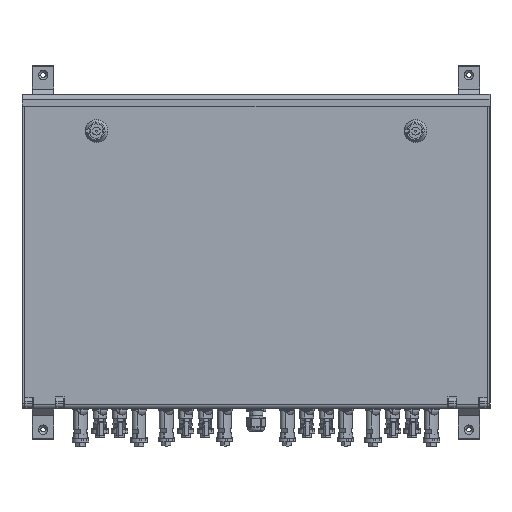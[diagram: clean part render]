
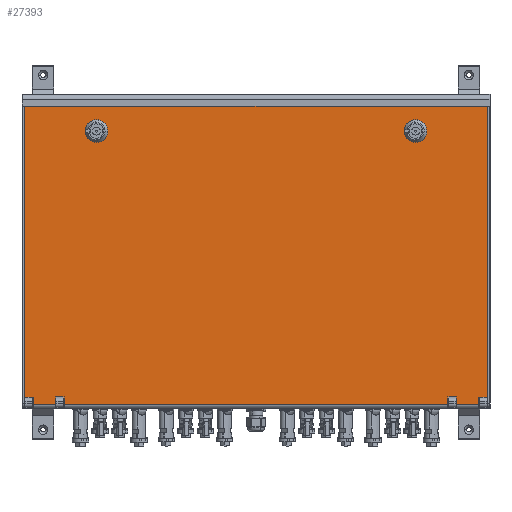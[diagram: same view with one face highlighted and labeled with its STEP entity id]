
A CAD part, top view. The second image highlights one B-rep face of the part: STEP entity #27393.
In plain terms, the highlighted planar face has unit normal (0, 0, 1).
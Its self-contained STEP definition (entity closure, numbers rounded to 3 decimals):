
#11537=AXIS2_PLACEMENT_3D('Plane Axis2P3D',#11534,#11535,#11536) ;
#27359=AXIS2_PLACEMENT_3D('Circle Axis2P3D',#27357,#27358,$) ;
#27368=AXIS2_PLACEMENT_3D('Circle Axis2P3D',#27366,#27367,$) ;
#27377=AXIS2_PLACEMENT_3D('Circle Axis2P3D',#27375,#27376,$) ;
#27386=AXIS2_PLACEMENT_3D('Circle Axis2P3D',#27384,#27385,$) ;
#11534=CARTESIAN_POINT('Axis2P3D Location',(585.311,444.27,249.)) ;
#11564=CARTESIAN_POINT('Line Origine',(300.,435.734,249.)) ;
#11568=CARTESIAN_POINT('Vertex',(596.332,435.734,249.)) ;
#11570=CARTESIAN_POINT('Vertex',(3.668,435.734,249.)) ;
#11982=CARTESIAN_POINT('Line Origine',(596.332,249.335,249.)) ;
#11986=CARTESIAN_POINT('Vertex',(596.332,62.937,249.)) ;
#12129=CARTESIAN_POINT('Vertex',(3.668,62.937,249.)) ;
#12132=CARTESIAN_POINT('Line Origine',(3.668,249.335,249.)) ;
#27250=CARTESIAN_POINT('Line Origine',(8.975,62.937,249.)) ;
#27254=CARTESIAN_POINT('Vertex',(14.283,62.937,249.)) ;
#27257=CARTESIAN_POINT('Line Origine',(14.283,58.287,249.)) ;
#27261=CARTESIAN_POINT('Vertex',(14.283,53.638,249.)) ;
#27264=CARTESIAN_POINT('Line Origine',(28.728,53.638,249.)) ;
#27268=CARTESIAN_POINT('Vertex',(43.173,53.638,249.)) ;
#27271=CARTESIAN_POINT('Line Origine',(43.173,58.38,249.)) ;
#27275=CARTESIAN_POINT('Vertex',(43.173,63.121,249.)) ;
#27278=CARTESIAN_POINT('Line Origine',(48.533,63.121,249.)) ;
#27282=CARTESIAN_POINT('Vertex',(53.892,63.121,249.)) ;
#27285=CARTESIAN_POINT('Line Origine',(53.892,58.38,249.)) ;
#27289=CARTESIAN_POINT('Vertex',(53.892,53.638,249.)) ;
#27292=CARTESIAN_POINT('Line Origine',(300.,53.638,249.)) ;
#27296=CARTESIAN_POINT('Vertex',(546.108,53.638,249.)) ;
#27299=CARTESIAN_POINT('Line Origine',(546.108,58.38,249.)) ;
#27303=CARTESIAN_POINT('Vertex',(546.108,63.121,249.)) ;
#27306=CARTESIAN_POINT('Line Origine',(551.467,63.121,249.)) ;
#27310=CARTESIAN_POINT('Vertex',(556.827,63.121,249.)) ;
#27313=CARTESIAN_POINT('Line Origine',(556.827,58.38,249.)) ;
#27317=CARTESIAN_POINT('Vertex',(556.827,53.638,249.)) ;
#27320=CARTESIAN_POINT('Line Origine',(571.272,53.638,249.)) ;
#27324=CARTESIAN_POINT('Vertex',(585.717,53.638,249.)) ;
#27327=CARTESIAN_POINT('Line Origine',(585.717,58.287,249.)) ;
#27331=CARTESIAN_POINT('Vertex',(585.717,62.937,249.)) ;
#27334=CARTESIAN_POINT('Line Origine',(591.025,62.937,249.)) ;
#27357=CARTESIAN_POINT('Axis2P3D Location',(504.5,403.954,249.)) ;
#27361=CARTESIAN_POINT('Vertex',(519.,403.954,249.)) ;
#27363=CARTESIAN_POINT('Vertex',(490.,403.954,249.)) ;
#27366=CARTESIAN_POINT('Axis2P3D Location',(504.5,403.954,249.)) ;
#27375=CARTESIAN_POINT('Axis2P3D Location',(95.5,403.954,249.)) ;
#27379=CARTESIAN_POINT('Vertex',(110.,403.954,249.)) ;
#27381=CARTESIAN_POINT('Vertex',(81.,403.954,249.)) ;
#27384=CARTESIAN_POINT('Axis2P3D Location',(95.5,403.954,249.)) ;
#11535=DIRECTION('Axis2P3D Direction',(0.,0.,-1.)) ;
#11536=DIRECTION('Axis2P3D XDirection',(0.,-1.,0.)) ;
#11565=DIRECTION('Vector Direction',(-1.,0.,0.)) ;
#11983=DIRECTION('Vector Direction',(0.,-1.,0.)) ;
#12133=DIRECTION('Vector Direction',(0.,-1.,0.)) ;
#27251=DIRECTION('Vector Direction',(1.,0.,0.)) ;
#27258=DIRECTION('Vector Direction',(0.,-1.,0.)) ;
#27265=DIRECTION('Vector Direction',(-1.,0.,0.)) ;
#27272=DIRECTION('Vector Direction',(0.,1.,0.)) ;
#27279=DIRECTION('Vector Direction',(1.,0.,0.)) ;
#27286=DIRECTION('Vector Direction',(0.,-1.,0.)) ;
#27293=DIRECTION('Vector Direction',(-1.,0.,0.)) ;
#27300=DIRECTION('Vector Direction',(0.,-1.,0.)) ;
#27307=DIRECTION('Vector Direction',(1.,0.,0.)) ;
#27314=DIRECTION('Vector Direction',(0.,1.,0.)) ;
#27321=DIRECTION('Vector Direction',(-1.,0.,0.)) ;
#27328=DIRECTION('Vector Direction',(0.,-1.,0.)) ;
#27335=DIRECTION('Vector Direction',(1.,0.,0.)) ;
#27358=DIRECTION('Axis2P3D Direction',(0.,0.,-1.)) ;
#27367=DIRECTION('Axis2P3D Direction',(0.,0.,-1.)) ;
#27376=DIRECTION('Axis2P3D Direction',(0.,0.,-1.)) ;
#27385=DIRECTION('Axis2P3D Direction',(0.,0.,-1.)) ;
#11566=VECTOR('Line Direction',#11565,1.) ;
#11984=VECTOR('Line Direction',#11983,1.) ;
#12134=VECTOR('Line Direction',#12133,1.) ;
#27252=VECTOR('Line Direction',#27251,1.) ;
#27259=VECTOR('Line Direction',#27258,1.) ;
#27266=VECTOR('Line Direction',#27265,1.) ;
#27273=VECTOR('Line Direction',#27272,1.) ;
#27280=VECTOR('Line Direction',#27279,1.) ;
#27287=VECTOR('Line Direction',#27286,1.) ;
#27294=VECTOR('Line Direction',#27293,1.) ;
#27301=VECTOR('Line Direction',#27300,1.) ;
#27308=VECTOR('Line Direction',#27307,1.) ;
#27315=VECTOR('Line Direction',#27314,1.) ;
#27322=VECTOR('Line Direction',#27321,1.) ;
#27329=VECTOR('Line Direction',#27328,1.) ;
#27336=VECTOR('Line Direction',#27335,1.) ;
#27340=ORIENTED_EDGE('',*,*,#12136,.T.) ;
#27341=ORIENTED_EDGE('',*,*,#27256,.T.) ;
#27342=ORIENTED_EDGE('',*,*,#27263,.T.) ;
#27343=ORIENTED_EDGE('',*,*,#27270,.F.) ;
#27344=ORIENTED_EDGE('',*,*,#27277,.T.) ;
#27345=ORIENTED_EDGE('',*,*,#27284,.T.) ;
#27346=ORIENTED_EDGE('',*,*,#27291,.T.) ;
#27347=ORIENTED_EDGE('',*,*,#27298,.F.) ;
#27348=ORIENTED_EDGE('',*,*,#27305,.F.) ;
#27349=ORIENTED_EDGE('',*,*,#27312,.T.) ;
#27350=ORIENTED_EDGE('',*,*,#27319,.T.) ;
#27351=ORIENTED_EDGE('',*,*,#27326,.F.) ;
#27352=ORIENTED_EDGE('',*,*,#27333,.F.) ;
#27353=ORIENTED_EDGE('',*,*,#27338,.T.) ;
#27354=ORIENTED_EDGE('',*,*,#11988,.F.) ;
#27355=ORIENTED_EDGE('',*,*,#11572,.T.) ;
#27372=ORIENTED_EDGE('',*,*,#27365,.T.) ;
#27373=ORIENTED_EDGE('',*,*,#27370,.T.) ;
#27390=ORIENTED_EDGE('',*,*,#27383,.T.) ;
#27391=ORIENTED_EDGE('',*,*,#27388,.T.) ;
#27374=FACE_BOUND('',#27371,.T.) ;
#27392=FACE_BOUND('',#27389,.T.) ;
#27393=ADVANCED_FACE('PV',(#27356,#27374,#27392),#11538,.F.) ;
#27360=CIRCLE('generated circle',#27359,14.5) ;
#27369=CIRCLE('generated circle',#27368,14.5) ;
#27378=CIRCLE('generated circle',#27377,14.5) ;
#27387=CIRCLE('generated circle',#27386,14.5) ;
#11572=EDGE_CURVE('',#11569,#11571,#11567,.T.) ;
#11988=EDGE_CURVE('',#11569,#11987,#11985,.T.) ;
#12136=EDGE_CURVE('',#11571,#12130,#12135,.T.) ;
#27256=EDGE_CURVE('',#12130,#27255,#27253,.T.) ;
#27263=EDGE_CURVE('',#27255,#27262,#27260,.T.) ;
#27270=EDGE_CURVE('',#27269,#27262,#27267,.T.) ;
#27277=EDGE_CURVE('',#27269,#27276,#27274,.T.) ;
#27284=EDGE_CURVE('',#27276,#27283,#27281,.T.) ;
#27291=EDGE_CURVE('',#27283,#27290,#27288,.T.) ;
#27298=EDGE_CURVE('',#27297,#27290,#27295,.T.) ;
#27305=EDGE_CURVE('',#27304,#27297,#27302,.T.) ;
#27312=EDGE_CURVE('',#27304,#27311,#27309,.T.) ;
#27319=EDGE_CURVE('',#27311,#27318,#27316,.F.) ;
#27326=EDGE_CURVE('',#27325,#27318,#27323,.T.) ;
#27333=EDGE_CURVE('',#27332,#27325,#27330,.T.) ;
#27338=EDGE_CURVE('',#27332,#11987,#27337,.T.) ;
#27365=EDGE_CURVE('',#27362,#27364,#27360,.T.) ;
#27370=EDGE_CURVE('',#27364,#27362,#27369,.T.) ;
#27383=EDGE_CURVE('',#27380,#27382,#27378,.T.) ;
#27388=EDGE_CURVE('',#27382,#27380,#27387,.T.) ;
#27339=EDGE_LOOP('',(#27340,#27341,#27342,#27343,#27344,#27345,#27346,#27347,#27348,#27349,#27350,#27351,#27352,#27353,#27354,#27355)) ;
#27371=EDGE_LOOP('',(#27372,#27373)) ;
#27389=EDGE_LOOP('',(#27390,#27391)) ;
#27356=FACE_OUTER_BOUND('',#27339,.T.) ;
#11567=LINE('Line',#11564,#11566) ;
#11985=LINE('Line',#11982,#11984) ;
#12135=LINE('Line',#12132,#12134) ;
#27253=LINE('Line',#27250,#27252) ;
#27260=LINE('Line',#27257,#27259) ;
#27267=LINE('Line',#27264,#27266) ;
#27274=LINE('Line',#27271,#27273) ;
#27281=LINE('Line',#27278,#27280) ;
#27288=LINE('Line',#27285,#27287) ;
#27295=LINE('Line',#27292,#27294) ;
#27302=LINE('Line',#27299,#27301) ;
#27309=LINE('Line',#27306,#27308) ;
#27316=LINE('Line',#27313,#27315) ;
#27323=LINE('Line',#27320,#27322) ;
#27330=LINE('Line',#27327,#27329) ;
#27337=LINE('Line',#27334,#27336) ;
#11538=PLANE('',#11537) ;
#11569=VERTEX_POINT('',#11568) ;
#11571=VERTEX_POINT('',#11570) ;
#11987=VERTEX_POINT('',#11986) ;
#12130=VERTEX_POINT('',#12129) ;
#27255=VERTEX_POINT('',#27254) ;
#27262=VERTEX_POINT('',#27261) ;
#27269=VERTEX_POINT('',#27268) ;
#27276=VERTEX_POINT('',#27275) ;
#27283=VERTEX_POINT('',#27282) ;
#27290=VERTEX_POINT('',#27289) ;
#27297=VERTEX_POINT('',#27296) ;
#27304=VERTEX_POINT('',#27303) ;
#27311=VERTEX_POINT('',#27310) ;
#27318=VERTEX_POINT('',#27317) ;
#27325=VERTEX_POINT('',#27324) ;
#27332=VERTEX_POINT('',#27331) ;
#27362=VERTEX_POINT('',#27361) ;
#27364=VERTEX_POINT('',#27363) ;
#27380=VERTEX_POINT('',#27379) ;
#27382=VERTEX_POINT('',#27381) ;
